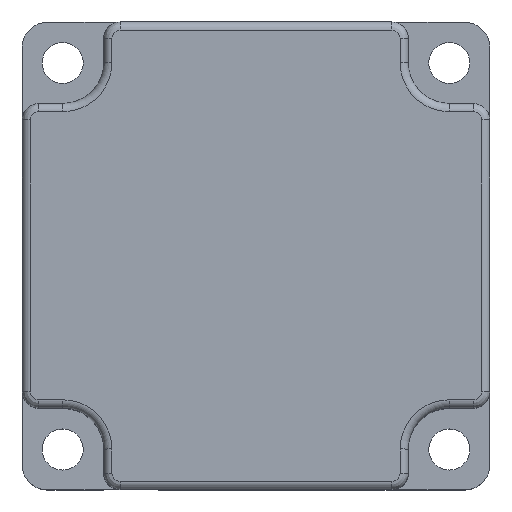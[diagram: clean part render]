
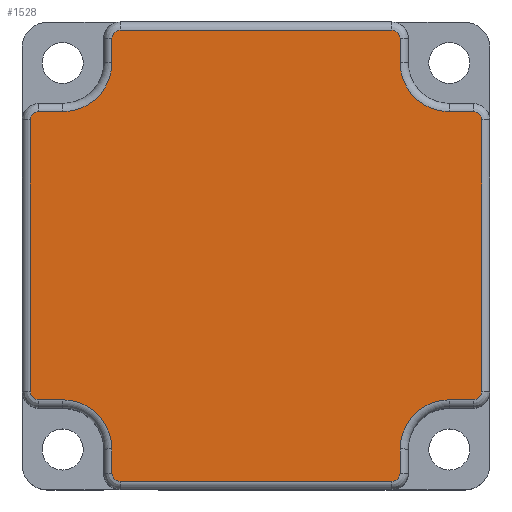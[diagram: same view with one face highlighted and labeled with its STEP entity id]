
A CAD part, top view. The second image highlights one B-rep face of the part: STEP entity #1528.
In plain terms, the highlighted planar face has unit normal (0, 0, 1).
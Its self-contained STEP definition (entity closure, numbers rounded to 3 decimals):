
#43=PLANE('',#1684);
#73=LINE('',#2287,#199);
#76=LINE('',#2302,#202);
#78=LINE('',#2322,#204);
#80=LINE('',#2342,#206);
#82=LINE('',#2354,#208);
#84=LINE('',#2374,#210);
#86=LINE('',#2394,#212);
#88=LINE('',#2406,#214);
#90=LINE('',#2426,#216);
#92=LINE('',#2446,#218);
#94=LINE('',#2458,#220);
#96=LINE('',#2478,#222);
#199=VECTOR('',#1799,10.);
#202=VECTOR('',#1816,10.);
#204=VECTOR('',#1828,10.);
#206=VECTOR('',#1840,10.);
#208=VECTOR('',#1854,10.);
#210=VECTOR('',#1866,10.);
#212=VECTOR('',#1878,10.);
#214=VECTOR('',#1892,10.);
#216=VECTOR('',#1904,10.);
#218=VECTOR('',#1916,10.);
#220=VECTOR('',#1930,10.);
#222=VECTOR('',#1942,10.);
#405=FACE_OUTER_BOUND('',#496,.T.);
#496=EDGE_LOOP('',(#1199,#1200,#1201,#1202,#1203,#1204,#1205,#1206,#1207,
#1208,#1209,#1210,#1211,#1212,#1213,#1214,#1215,#1216,#1217,#1218,#1219,
#1220,#1221,#1222));
#571=CIRCLE('',#1608,6.);
#575=CIRCLE('',#1613,1.);
#579=CIRCLE('',#1618,1.);
#583=CIRCLE('',#1624,6.);
#587=CIRCLE('',#1629,1.);
#591=CIRCLE('',#1634,1.);
#595=CIRCLE('',#1640,6.);
#599=CIRCLE('',#1645,1.);
#603=CIRCLE('',#1650,1.);
#607=CIRCLE('',#1656,6.);
#611=CIRCLE('',#1661,1.);
#613=CIRCLE('',#1664,1.);
#666=VERTEX_POINT('',#2284);
#667=VERTEX_POINT('',#2286);
#669=VERTEX_POINT('',#2292);
#671=VERTEX_POINT('',#2298);
#673=VERTEX_POINT('',#2312);
#675=VERTEX_POINT('',#2318);
#677=VERTEX_POINT('',#2332);
#679=VERTEX_POINT('',#2338);
#681=VERTEX_POINT('',#2344);
#683=VERTEX_POINT('',#2350);
#685=VERTEX_POINT('',#2364);
#687=VERTEX_POINT('',#2370);
#689=VERTEX_POINT('',#2384);
#691=VERTEX_POINT('',#2390);
#693=VERTEX_POINT('',#2396);
#695=VERTEX_POINT('',#2402);
#697=VERTEX_POINT('',#2416);
#699=VERTEX_POINT('',#2422);
#701=VERTEX_POINT('',#2436);
#703=VERTEX_POINT('',#2442);
#705=VERTEX_POINT('',#2448);
#707=VERTEX_POINT('',#2454);
#709=VERTEX_POINT('',#2468);
#711=VERTEX_POINT('',#2474);
#810=EDGE_CURVE('',#666,#667,#73,.T.);
#815=EDGE_CURVE('',#667,#669,#571,.T.);
#818=EDGE_CURVE('',#669,#671,#76,.T.);
#821=EDGE_CURVE('',#671,#673,#575,.T.);
#824=EDGE_CURVE('',#673,#675,#78,.T.);
#827=EDGE_CURVE('',#675,#677,#579,.T.);
#830=EDGE_CURVE('',#677,#679,#80,.T.);
#833=EDGE_CURVE('',#679,#681,#583,.T.);
#836=EDGE_CURVE('',#681,#683,#82,.T.);
#839=EDGE_CURVE('',#683,#685,#587,.T.);
#842=EDGE_CURVE('',#685,#687,#84,.T.);
#845=EDGE_CURVE('',#687,#689,#591,.T.);
#848=EDGE_CURVE('',#689,#691,#86,.T.);
#851=EDGE_CURVE('',#691,#693,#595,.T.);
#854=EDGE_CURVE('',#693,#695,#88,.T.);
#857=EDGE_CURVE('',#695,#697,#599,.T.);
#860=EDGE_CURVE('',#697,#699,#90,.T.);
#863=EDGE_CURVE('',#699,#701,#603,.T.);
#866=EDGE_CURVE('',#701,#703,#92,.T.);
#869=EDGE_CURVE('',#703,#705,#607,.T.);
#872=EDGE_CURVE('',#705,#707,#94,.T.);
#875=EDGE_CURVE('',#707,#709,#611,.T.);
#878=EDGE_CURVE('',#709,#711,#96,.T.);
#879=EDGE_CURVE('',#711,#666,#613,.T.);
#1199=ORIENTED_EDGE('',*,*,#810,.F.);
#1200=ORIENTED_EDGE('',*,*,#879,.F.);
#1201=ORIENTED_EDGE('',*,*,#878,.F.);
#1202=ORIENTED_EDGE('',*,*,#875,.F.);
#1203=ORIENTED_EDGE('',*,*,#872,.F.);
#1204=ORIENTED_EDGE('',*,*,#869,.F.);
#1205=ORIENTED_EDGE('',*,*,#866,.F.);
#1206=ORIENTED_EDGE('',*,*,#863,.F.);
#1207=ORIENTED_EDGE('',*,*,#860,.F.);
#1208=ORIENTED_EDGE('',*,*,#857,.F.);
#1209=ORIENTED_EDGE('',*,*,#854,.F.);
#1210=ORIENTED_EDGE('',*,*,#851,.F.);
#1211=ORIENTED_EDGE('',*,*,#848,.F.);
#1212=ORIENTED_EDGE('',*,*,#845,.F.);
#1213=ORIENTED_EDGE('',*,*,#842,.F.);
#1214=ORIENTED_EDGE('',*,*,#839,.F.);
#1215=ORIENTED_EDGE('',*,*,#836,.F.);
#1216=ORIENTED_EDGE('',*,*,#833,.F.);
#1217=ORIENTED_EDGE('',*,*,#830,.F.);
#1218=ORIENTED_EDGE('',*,*,#827,.F.);
#1219=ORIENTED_EDGE('',*,*,#824,.F.);
#1220=ORIENTED_EDGE('',*,*,#821,.F.);
#1221=ORIENTED_EDGE('',*,*,#818,.F.);
#1222=ORIENTED_EDGE('',*,*,#815,.F.);
#1528=ADVANCED_FACE('',(#405),#43,.T.);
#1608=AXIS2_PLACEMENT_3D('',#2296,#1809,#1810);
#1613=AXIS2_PLACEMENT_3D('',#2316,#1821,#1822);
#1618=AXIS2_PLACEMENT_3D('',#2336,#1833,#1834);
#1624=AXIS2_PLACEMENT_3D('',#2348,#1847,#1848);
#1629=AXIS2_PLACEMENT_3D('',#2368,#1859,#1860);
#1634=AXIS2_PLACEMENT_3D('',#2388,#1871,#1872);
#1640=AXIS2_PLACEMENT_3D('',#2400,#1885,#1886);
#1645=AXIS2_PLACEMENT_3D('',#2420,#1897,#1898);
#1650=AXIS2_PLACEMENT_3D('',#2440,#1909,#1910);
#1656=AXIS2_PLACEMENT_3D('',#2452,#1923,#1924);
#1661=AXIS2_PLACEMENT_3D('',#2472,#1935,#1936);
#1664=AXIS2_PLACEMENT_3D('',#2488,#1943,#1944);
#1684=AXIS2_PLACEMENT_3D('',#2572,#2018,#2019);
#1799=DIRECTION('',(0.,1.,0.));
#1809=DIRECTION('center_axis',(0.,0.,1.));
#1810=DIRECTION('ref_axis',(0.707,0.707,0.));
#1816=DIRECTION('',(-1.,0.,0.));
#1821=DIRECTION('center_axis',(0.,0.,-1.));
#1822=DIRECTION('ref_axis',(-0.707,-0.707,0.));
#1828=DIRECTION('',(0.,1.,0.));
#1833=DIRECTION('center_axis',(0.,0.,-1.));
#1834=DIRECTION('ref_axis',(-0.707,0.707,0.));
#1840=DIRECTION('',(1.,0.,0.));
#1847=DIRECTION('center_axis',(0.,0.,1.));
#1848=DIRECTION('ref_axis',(0.707,-0.707,0.));
#1854=DIRECTION('',(0.,1.,0.));
#1859=DIRECTION('center_axis',(0.,0.,-1.));
#1860=DIRECTION('ref_axis',(-0.707,0.707,0.));
#1866=DIRECTION('',(1.,0.,0.));
#1871=DIRECTION('center_axis',(0.,0.,-1.));
#1872=DIRECTION('ref_axis',(0.707,0.707,0.));
#1878=DIRECTION('',(0.,-1.,0.));
#1885=DIRECTION('center_axis',(0.,0.,1.));
#1886=DIRECTION('ref_axis',(-0.707,-0.707,0.));
#1892=DIRECTION('',(1.,0.,0.));
#1897=DIRECTION('center_axis',(0.,0.,-1.));
#1898=DIRECTION('ref_axis',(0.707,0.707,0.));
#1904=DIRECTION('',(0.,-1.,0.));
#1909=DIRECTION('center_axis',(0.,0.,-1.));
#1910=DIRECTION('ref_axis',(0.707,-0.707,0.));
#1916=DIRECTION('',(-1.,0.,0.));
#1923=DIRECTION('center_axis',(0.,0.,1.));
#1924=DIRECTION('ref_axis',(-0.707,0.707,0.));
#1930=DIRECTION('',(0.,-1.,0.));
#1935=DIRECTION('center_axis',(0.,0.,-1.));
#1936=DIRECTION('ref_axis',(0.707,-0.707,0.));
#1942=DIRECTION('',(-1.,0.,0.));
#1943=DIRECTION('center_axis',(0.,0.,-1.));
#1944=DIRECTION('ref_axis',(-0.707,-0.707,0.));
#2018=DIRECTION('center_axis',(0.,0.,1.));
#2019=DIRECTION('ref_axis',(1.,0.,0.));
#2284=CARTESIAN_POINT('',(-17.57,-26.5,40.));
#2286=CARTESIAN_POINT('',(-17.57,-23.57,40.));
#2287=CARTESIAN_POINT('',(-17.57,-25.035,40.));
#2292=CARTESIAN_POINT('',(-23.57,-17.57,40.));
#2296=CARTESIAN_POINT('Origin',(-23.57,-23.57,40.));
#2298=CARTESIAN_POINT('',(-26.5,-17.57,40.));
#2302=CARTESIAN_POINT('',(3.5,-17.57,40.));
#2312=CARTESIAN_POINT('',(-27.5,-16.57,40.));
#2316=CARTESIAN_POINT('Origin',(-26.5,-16.57,40.));
#2318=CARTESIAN_POINT('',(-27.5,16.57,40.));
#2322=CARTESIAN_POINT('',(-27.5,-27.5,40.));
#2332=CARTESIAN_POINT('',(-26.5,17.57,40.));
#2336=CARTESIAN_POINT('Origin',(-26.5,16.57,40.));
#2338=CARTESIAN_POINT('',(-23.57,17.57,40.));
#2342=CARTESIAN_POINT('',(3.5,17.57,40.));
#2344=CARTESIAN_POINT('',(-17.57,23.57,40.));
#2348=CARTESIAN_POINT('Origin',(-23.57,23.57,40.));
#2350=CARTESIAN_POINT('',(-17.57,26.5,40.));
#2354=CARTESIAN_POINT('',(-17.57,-25.035,40.));
#2364=CARTESIAN_POINT('',(-16.57,27.5,40.));
#2368=CARTESIAN_POINT('Origin',(-16.57,26.5,40.));
#2370=CARTESIAN_POINT('',(16.57,27.5,40.));
#2374=CARTESIAN_POINT('',(-22.535,27.5,40.));
#2384=CARTESIAN_POINT('',(17.57,26.5,40.));
#2388=CARTESIAN_POINT('Origin',(16.57,26.5,40.));
#2390=CARTESIAN_POINT('',(17.57,23.57,40.));
#2394=CARTESIAN_POINT('',(17.57,-25.035,40.));
#2396=CARTESIAN_POINT('',(23.57,17.57,40.));
#2400=CARTESIAN_POINT('Origin',(23.57,23.57,40.));
#2402=CARTESIAN_POINT('',(26.5,17.57,40.));
#2406=CARTESIAN_POINT('',(3.5,17.57,40.));
#2416=CARTESIAN_POINT('',(27.5,16.57,40.));
#2420=CARTESIAN_POINT('Origin',(26.5,16.57,40.));
#2422=CARTESIAN_POINT('',(27.5,-16.57,40.));
#2426=CARTESIAN_POINT('',(27.5,-27.5,40.));
#2436=CARTESIAN_POINT('',(26.5,-17.57,40.));
#2440=CARTESIAN_POINT('Origin',(26.5,-16.57,40.));
#2442=CARTESIAN_POINT('',(23.57,-17.57,40.));
#2446=CARTESIAN_POINT('',(3.5,-17.57,40.));
#2448=CARTESIAN_POINT('',(17.57,-23.57,40.));
#2452=CARTESIAN_POINT('Origin',(23.57,-23.57,40.));
#2454=CARTESIAN_POINT('',(17.57,-26.5,40.));
#2458=CARTESIAN_POINT('',(17.57,-25.035,40.));
#2468=CARTESIAN_POINT('',(16.57,-27.5,40.));
#2472=CARTESIAN_POINT('Origin',(16.57,-26.5,40.));
#2474=CARTESIAN_POINT('',(-16.57,-27.5,40.));
#2478=CARTESIAN_POINT('',(-22.535,-27.5,40.));
#2488=CARTESIAN_POINT('Origin',(-16.57,-26.5,40.));
#2572=CARTESIAN_POINT('Origin',(-16.57,-26.5,40.));
